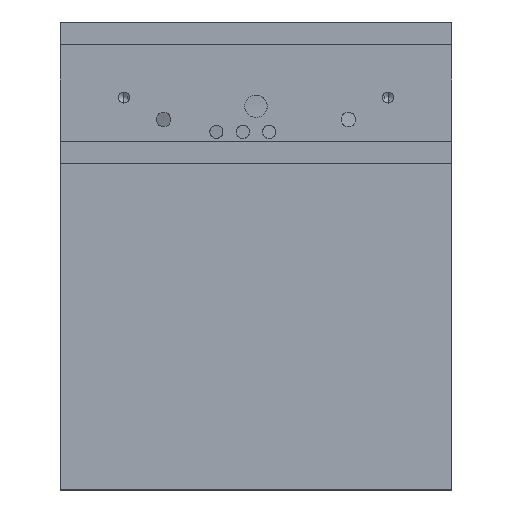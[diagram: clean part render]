
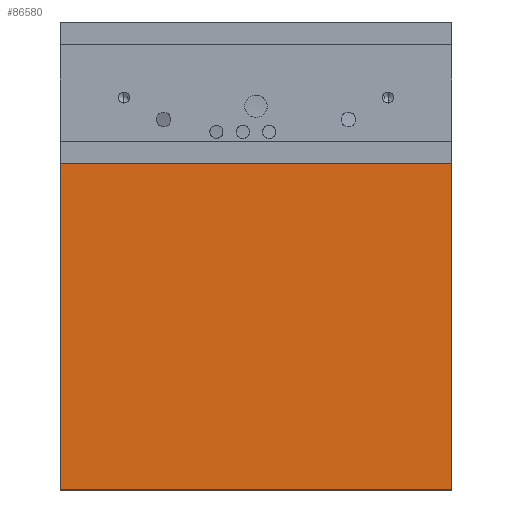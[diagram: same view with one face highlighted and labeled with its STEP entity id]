
A CAD part, left-side view. The second image highlights one B-rep face of the part: STEP entity #86580.
In plain terms, the highlighted planar face has unit normal (-1, 0, 0).
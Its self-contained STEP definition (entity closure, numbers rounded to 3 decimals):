
#5888 = CARTESIAN_POINT ( 'NONE',  ( -46.01, 87.037, 127.3 ) ) ;
#11071 = CARTESIAN_POINT ( 'NONE',  ( -46.01, -1.963, 53.1 ) ) ;
#12084 = EDGE_CURVE ( 'NONE', #19572, #59506, #56279, .T. ) ;
#12796 = ORIENTED_EDGE ( 'NONE', *, *, #12084, .F. ) ;
#14453 = EDGE_CURVE ( 'NONE', #59506, #28048, #94475, .T. ) ;
#15888 = CARTESIAN_POINT ( 'NONE',  ( -46.01, -1.963, 127.3 ) ) ;
#17367 = VECTOR ( 'NONE', #68524, 1000. ) ;
#17697 = PLANE ( 'NONE',  #69296 ) ;
#19572 = VERTEX_POINT ( 'NONE', #65138 ) ;
#27001 = DIRECTION ( 'NONE',  ( 1., 0., 0. ) ) ;
#28048 = VERTEX_POINT ( 'NONE', #5888 ) ;
#31249 = CARTESIAN_POINT ( 'NONE',  ( -46.01, -1.963, 127.3 ) ) ;
#34317 = CARTESIAN_POINT ( 'NONE',  ( -46.01, -1.963, 53.1 ) ) ;
#37530 = VECTOR ( 'NONE', #94539, 1000. ) ;
#41606 = DIRECTION ( 'NONE',  ( 0., -1., 0. ) ) ;
#45244 = EDGE_CURVE ( 'NONE', #19572, #50299, #75332, .T. ) ;
#46343 = EDGE_LOOP ( 'NONE', ( #56894, #68561, #12796, #51300 ) ) ;
#47201 = CARTESIAN_POINT ( 'NONE',  ( -46.01, 87.037, 53.1 ) ) ;
#50299 = VERTEX_POINT ( 'NONE', #31249 ) ;
#51300 = ORIENTED_EDGE ( 'NONE', *, *, #45244, .T. ) ;
#56279 = LINE ( 'NONE', #85903, #83498 ) ;
#56894 = ORIENTED_EDGE ( 'NONE', *, *, #89354, .T. ) ;
#57681 = LINE ( 'NONE', #15888, #17367 ) ;
#58794 = VECTOR ( 'NONE', #77582, 1000. ) ;
#59506 = VERTEX_POINT ( 'NONE', #74376 ) ;
#65138 = CARTESIAN_POINT ( 'NONE',  ( -46.01, -1.963, 53.1 ) ) ;
#68524 = DIRECTION ( 'NONE',  ( 0., 1., 0. ) ) ;
#68561 = ORIENTED_EDGE ( 'NONE', *, *, #14453, .F. ) ;
#69296 = AXIS2_PLACEMENT_3D ( 'NONE', #34317, #27001, #41606 ) ;
#74376 = CARTESIAN_POINT ( 'NONE',  ( -46.01, 87.037, 53.1 ) ) ;
#75332 = LINE ( 'NONE', #11071, #37530 ) ;
#77582 = DIRECTION ( 'NONE',  ( 0., 0., 1. ) ) ;
#83498 = VECTOR ( 'NONE', #93571, 1000. ) ;
#85903 = CARTESIAN_POINT ( 'NONE',  ( -46.01, -1.963, 53.1 ) ) ;
#86580 = ADVANCED_FACE ( 'NONE', ( #89635 ), #17697, .F. ) ;
#89354 = EDGE_CURVE ( 'NONE', #50299, #28048, #57681, .T. ) ;
#89635 = FACE_OUTER_BOUND ( 'NONE', #46343, .T. ) ;
#93571 = DIRECTION ( 'NONE',  ( 0., 1., 0. ) ) ;
#94475 = LINE ( 'NONE', #47201, #58794 ) ;
#94539 = DIRECTION ( 'NONE',  ( 0., 0., 1. ) ) ;
